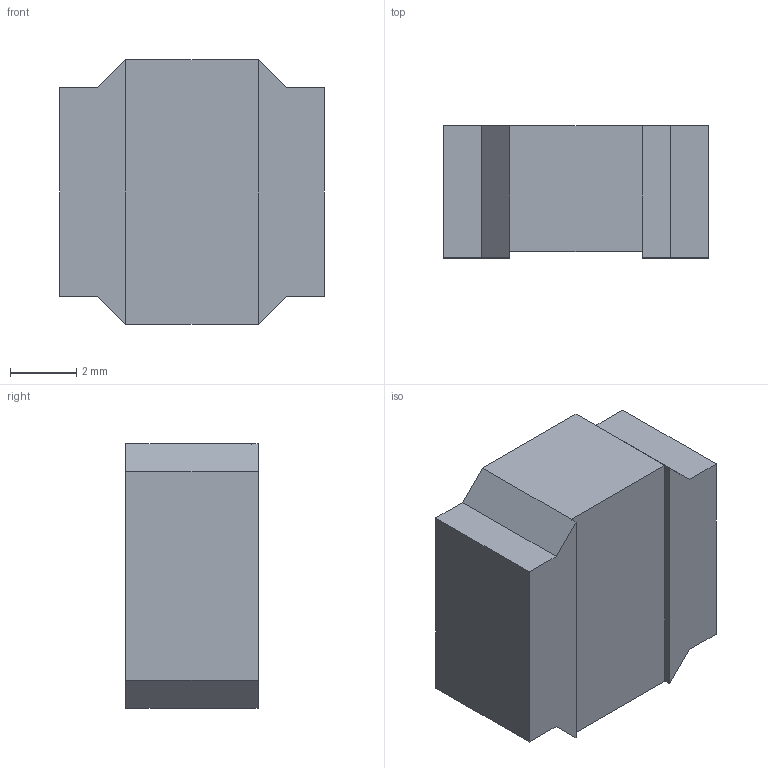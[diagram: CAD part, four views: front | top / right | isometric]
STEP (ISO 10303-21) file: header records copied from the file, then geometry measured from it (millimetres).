
FILE_DESCRIPTION (( 'STEP AP214' ), '1' );
FILE_NAME ('ASPI-8040S.STEP', '2013-09-11T05:52:17', ( '' ), ( '' ), 'SwSTEP 2.0', 'SolidWorks 2012', '' );
FILE_SCHEMA (( 'AUTOMOTIVE_DESIGN' ));
Length unit declared in the file: millimetre
Products named in the file (1): ASPI-8040S
Bounding box: 8 x 4 x 8 mm (x, y, z)
Volume: 228.2 mm3; surface area: 239 mm2
Topology: 1 solids, 1 shells, 150 faces, 389 edges, 258 vertices
Faces by surface type: plane 79, bspline 71
Entity records: 8772 total; most frequent: CARTESIAN_POINT 5277, ORIENTED_EDGE 778, DIRECTION 407, EDGE_CURVE 389, VERTEX_POINT 258, LINE 247, VECTOR 247, EDGE_LOOP 167
